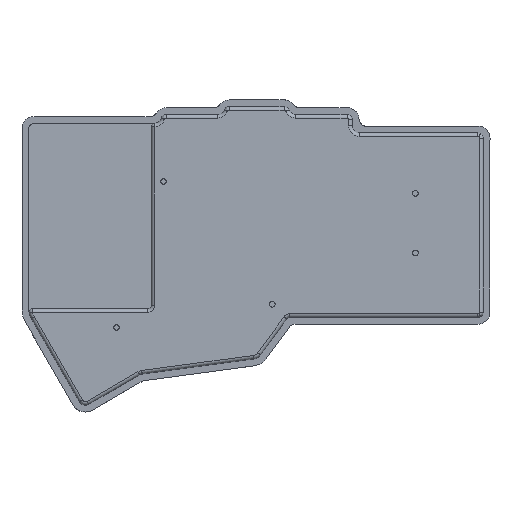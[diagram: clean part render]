
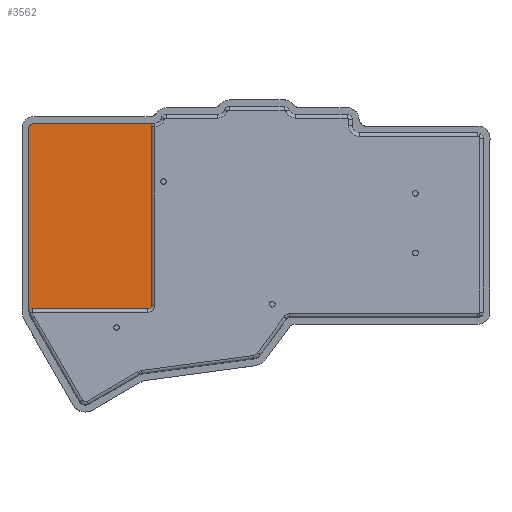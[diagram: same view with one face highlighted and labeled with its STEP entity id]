
A CAD part, top view. The second image highlights one B-rep face of the part: STEP entity #3562.
In plain terms, the highlighted planar face has unit normal (0, 0, 1).
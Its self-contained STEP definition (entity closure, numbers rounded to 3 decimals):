
#99=PLANE('',#3882);
#344=CIRCLE('',#3838,2.);
#345=CIRCLE('',#3840,1.);
#346=CIRCLE('',#3843,1.);
#347=CIRCLE('',#3846,1.);
#348=CIRCLE('',#3848,5.);
#354=CIRCLE('',#3883,1.5);
#606=FACE_OUTER_BOUND('',#833,.T.);
#833=EDGE_LOOP('',(#3099,#3100,#3101,#3102,#3103,#3104,#3105,#3106,#3107,
#3108));
#1048=LINE('',#6559,#1302);
#1051=LINE('',#6567,#1305);
#1070=LINE('',#6632,#1324);
#1084=LINE('',#6669,#1338);
#1302=VECTOR('',#4565,10.);
#1305=VECTOR('',#4574,10.);
#1324=VECTOR('',#4647,10.);
#1338=VECTOR('',#4685,10.);
#1704=VERTEX_POINT('',#6548);
#1705=VERTEX_POINT('',#6550);
#1706=VERTEX_POINT('',#6554);
#1707=VERTEX_POINT('',#6558);
#1708=VERTEX_POINT('',#6562);
#1709=VERTEX_POINT('',#6566);
#1710=VERTEX_POINT('',#6570);
#1711=VERTEX_POINT('',#6574);
#1728=VERTEX_POINT('',#6631);
#1739=VERTEX_POINT('',#6667);
#2167=EDGE_CURVE('',#1704,#1705,#344,.T.);
#2169=EDGE_CURVE('',#1705,#1706,#345,.T.);
#2171=EDGE_CURVE('',#1707,#1706,#1048,.T.);
#2173=EDGE_CURVE('',#1707,#1708,#346,.T.);
#2175=EDGE_CURVE('',#1709,#1708,#1051,.T.);
#2177=EDGE_CURVE('',#1710,#1709,#347,.F.);
#2179=EDGE_CURVE('',#1710,#1711,#348,.T.);
#2207=EDGE_CURVE('',#1728,#1704,#1070,.T.);
#2225=EDGE_CURVE('',#1728,#1739,#354,.T.);
#2226=EDGE_CURVE('',#1711,#1739,#1084,.T.);
#3099=ORIENTED_EDGE('',*,*,#2171,.T.);
#3100=ORIENTED_EDGE('',*,*,#2169,.F.);
#3101=ORIENTED_EDGE('',*,*,#2167,.F.);
#3102=ORIENTED_EDGE('',*,*,#2207,.F.);
#3103=ORIENTED_EDGE('',*,*,#2225,.T.);
#3104=ORIENTED_EDGE('',*,*,#2226,.F.);
#3105=ORIENTED_EDGE('',*,*,#2179,.F.);
#3106=ORIENTED_EDGE('',*,*,#2177,.T.);
#3107=ORIENTED_EDGE('',*,*,#2175,.T.);
#3108=ORIENTED_EDGE('',*,*,#2173,.F.);
#3562=ADVANCED_FACE('',(#606),#99,.F.);
#3838=AXIS2_PLACEMENT_3D('',#6551,#4555,#4556);
#3840=AXIS2_PLACEMENT_3D('',#6555,#4560,#4561);
#3843=AXIS2_PLACEMENT_3D('',#6563,#4569,#4570);
#3846=AXIS2_PLACEMENT_3D('',#6571,#4578,#4579);
#3848=AXIS2_PLACEMENT_3D('',#6575,#4583,#4584);
#3882=AXIS2_PLACEMENT_3D('',#6666,#4681,#4682);
#3883=AXIS2_PLACEMENT_3D('',#6668,#4683,#4684);
#4555=DIRECTION('center_axis',(0.,0.,1.));
#4556=DIRECTION('ref_axis',(0.,1.,0.));
#4560=DIRECTION('center_axis',(0.,0.,1.));
#4561=DIRECTION('ref_axis',(1.,0.,0.));
#4565=DIRECTION('',(0.,1.,0.));
#4569=DIRECTION('center_axis',(0.,0.,-1.));
#4570=DIRECTION('ref_axis',(0.707,-0.707,0.));
#4574=DIRECTION('',(1.,0.,0.));
#4578=DIRECTION('center_axis',(0.,0.,1.));
#4579=DIRECTION('ref_axis',(0.,-1.,0.));
#4583=DIRECTION('center_axis',(0.,0.,-1.));
#4584=DIRECTION('ref_axis',(-0.866,-0.5,0.));
#4647=DIRECTION('',(1.,0.,0.));
#4681=DIRECTION('center_axis',(0.,0.,-1.));
#4682=DIRECTION('ref_axis',(1.,0.,0.));
#4683=DIRECTION('center_axis',(0.,0.,1.));
#4684=DIRECTION('ref_axis',(-1.,0.,0.));
#4685=DIRECTION('',(0.,1.,0.));
#6548=CARTESIAN_POINT('',(241.893,-67.136,-8.));
#6550=CARTESIAN_POINT('',(241.963,-67.135,-8.));
#6551=CARTESIAN_POINT('Origin',(241.893,-65.136,-8.));
#6554=CARTESIAN_POINT('',(240.997,-68.135,-8.));
#6555=CARTESIAN_POINT('Origin',(241.997,-68.135,-8.));
#6558=CARTESIAN_POINT('',(240.997,-119.136,-8.));
#6559=CARTESIAN_POINT('',(240.997,-81.165,-8.));
#6562=CARTESIAN_POINT('',(239.997,-120.136,-8.));
#6563=CARTESIAN_POINT('Origin',(239.997,-119.136,-8.));
#6566=CARTESIAN_POINT('',(207.066,-120.136,-8.));
#6567=CARTESIAN_POINT('',(240.997,-120.136,-8.));
#6570=CARTESIAN_POINT('',(206.084,-121.321,-8.));
#6571=CARTESIAN_POINT('Origin',(207.066,-121.136,-8.));
#6574=CARTESIAN_POINT('',(205.997,-120.397,-8.));
#6575=CARTESIAN_POINT('Origin',(210.997,-120.397,-8.));
#6631=CARTESIAN_POINT('',(207.497,-67.136,-8.));
#6632=CARTESIAN_POINT('',(215.497,-67.136,-8.));
#6666=CARTESIAN_POINT('Origin',(223.497,-93.636,-8.));
#6667=CARTESIAN_POINT('',(205.997,-68.636,-8.));
#6668=CARTESIAN_POINT('Origin',(207.497,-68.636,-8.));
#6669=CARTESIAN_POINT('',(205.997,-107.017,-8.));
